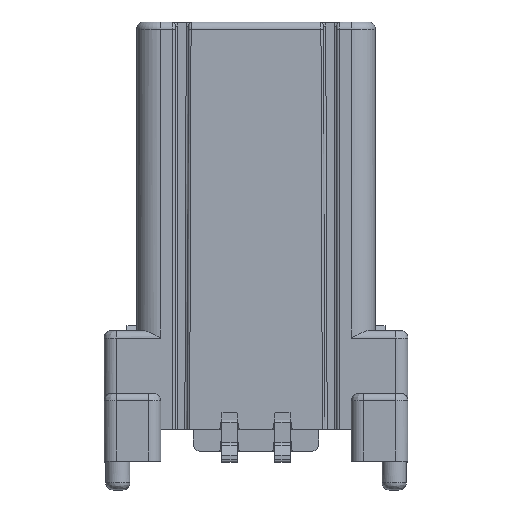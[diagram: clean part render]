
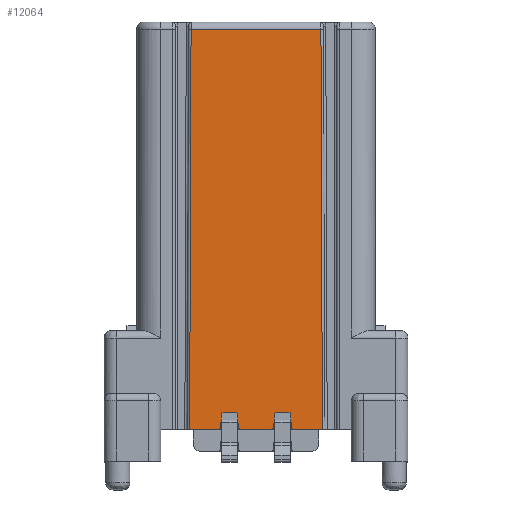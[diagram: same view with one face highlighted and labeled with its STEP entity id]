
A CAD part, front view. The second image highlights one B-rep face of the part: STEP entity #12064.
In plain terms, the highlighted planar face has unit normal (0, -1, 0).
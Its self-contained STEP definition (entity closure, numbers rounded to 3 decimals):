
#1202=DIRECTION('',(1.,0.,0.));
#1203=VECTOR('',#1202,5.384);
#1204=CARTESIAN_POINT('',(-2.692,-4.3,15.1));
#1205=LINE('',#1204,#1203);
#1304=CARTESIAN_POINT('',(2.75,-4.3,-1.5));
#1314=DIRECTION('',(1.,0.,0.));
#1315=VECTOR('',#1314,1.165);
#1316=CARTESIAN_POINT('',(1.585,-4.3,-1.5));
#1317=LINE('',#1316,#1315);
#1318=DIRECTION('',(0.744,0.,-0.668));
#1319=VECTOR('',#1318,0.149);
#1320=CARTESIAN_POINT('',(1.474,-4.3,-1.401));
#1321=LINE('',#1320,#1319);
#1322=DIRECTION('',(0.107,0.,-0.994));
#1323=VECTOR('',#1322,0.604);
#1324=CARTESIAN_POINT('',(1.41,-4.3,-0.8));
#1325=LINE('',#1324,#1323);
#1326=DIRECTION('',(1.,0.,0.));
#1327=VECTOR('',#1326,0.62);
#1328=CARTESIAN_POINT('',(0.79,-4.3,-0.8));
#1329=LINE('',#1328,#1327);
#1330=DIRECTION('',(0.107,0.,0.994));
#1331=VECTOR('',#1330,0.604);
#1332=CARTESIAN_POINT('',(0.726,-4.3,-1.401));
#1333=LINE('',#1332,#1331);
#1334=DIRECTION('',(0.744,0.,0.668));
#1335=VECTOR('',#1334,0.149);
#1336=CARTESIAN_POINT('',(0.615,-4.3,-1.5));
#1337=LINE('',#1336,#1335);
#1338=DIRECTION('',(1.,0.,0.));
#1339=VECTOR('',#1338,1.23);
#1340=CARTESIAN_POINT('',(-0.615,-4.3,-1.5));
#1341=LINE('',#1340,#1339);
#1342=DIRECTION('',(0.744,0.,-0.668));
#1343=VECTOR('',#1342,0.149);
#1344=CARTESIAN_POINT('',(-0.726,-4.3,-1.401));
#1345=LINE('',#1344,#1343);
#1346=DIRECTION('',(0.107,0.,-0.994));
#1347=VECTOR('',#1346,0.604);
#1348=CARTESIAN_POINT('',(-0.79,-4.3,-0.8));
#1349=LINE('',#1348,#1347);
#1350=DIRECTION('',(1.,0.,0.));
#1351=VECTOR('',#1350,0.62);
#1352=CARTESIAN_POINT('',(-1.41,-4.3,-0.8));
#1353=LINE('',#1352,#1351);
#1354=DIRECTION('',(0.107,0.,0.994));
#1355=VECTOR('',#1354,0.604);
#1356=CARTESIAN_POINT('',(-1.474,-4.3,-1.401));
#1357=LINE('',#1356,#1355);
#1358=DIRECTION('',(0.744,0.,0.668));
#1359=VECTOR('',#1358,0.149);
#1360=CARTESIAN_POINT('',(-1.585,-4.3,-1.5));
#1361=LINE('',#1360,#1359);
#1362=DIRECTION('',(1.,0.,0.));
#1363=VECTOR('',#1362,1.165);
#1364=CARTESIAN_POINT('',(-2.75,-4.3,-1.5));
#1365=LINE('',#1364,#1363);
#1366=DIRECTION('',(-0.003,0.,-1.));
#1367=VECTOR('',#1366,16.6);
#1368=CARTESIAN_POINT('',(-2.692,-4.3,15.1));
#1369=LINE('',#1368,#1367);
#1370=DIRECTION('',(-0.003,0.,1.));
#1371=VECTOR('',#1370,16.6);
#1372=CARTESIAN_POINT('',(2.75,-4.3,-1.5));
#1373=LINE('',#1372,#1371);
#8055=VERTEX_POINT('',#1304);
#8056=CARTESIAN_POINT('',(1.585,-4.3,-1.5));
#8057=VERTEX_POINT('',#8056);
#8060=CARTESIAN_POINT('',(0.615,-4.3,-1.5));
#8062=VERTEX_POINT('',#8060);
#8064=CARTESIAN_POINT('',(-0.615,-4.3,-1.5));
#8065=VERTEX_POINT('',#8064);
#8068=CARTESIAN_POINT('',(-1.585,-4.3,-1.5));
#8070=VERTEX_POINT('',#8068);
#8072=CARTESIAN_POINT('',(-2.75,-4.3,-1.5));
#8073=VERTEX_POINT('',#8072);
#8364=CARTESIAN_POINT('',(2.692,-4.3,15.1));
#8365=VERTEX_POINT('',#8364);
#8366=CARTESIAN_POINT('',(-2.692,-4.3,15.1));
#8367=VERTEX_POINT('',#8366);
#8368=CARTESIAN_POINT('',(-1.474,-4.3,-1.401));
#8369=VERTEX_POINT('',#8368);
#8370=CARTESIAN_POINT('',(-1.41,-4.3,-0.8));
#8371=VERTEX_POINT('',#8370);
#8372=CARTESIAN_POINT('',(-0.79,-4.3,-0.8));
#8373=VERTEX_POINT('',#8372);
#8374=CARTESIAN_POINT('',(-0.726,-4.3,-1.401));
#8375=VERTEX_POINT('',#8374);
#8376=CARTESIAN_POINT('',(0.726,-4.3,-1.401));
#8377=VERTEX_POINT('',#8376);
#8378=CARTESIAN_POINT('',(0.79,-4.3,-0.8));
#8379=VERTEX_POINT('',#8378);
#8380=CARTESIAN_POINT('',(1.41,-4.3,-0.8));
#8381=VERTEX_POINT('',#8380);
#8382=CARTESIAN_POINT('',(1.474,-4.3,-1.401));
#8383=VERTEX_POINT('',#8382);
#12030=CARTESIAN_POINT('',(-7.35,-4.3,0.));
#12031=DIRECTION('',(0.,-1.,0.));
#12032=DIRECTION('',(1.,0.,0.));
#12033=AXIS2_PLACEMENT_3D('',#12030,#12031,#12032);
#12034=PLANE('',#12033);
#12035=ORIENTED_EDGE('',*,*,#10513,.F.);
#12037=ORIENTED_EDGE('',*,*,#12036,.F.);
#12039=ORIENTED_EDGE('',*,*,#12038,.F.);
#12041=ORIENTED_EDGE('',*,*,#12040,.F.);
#12043=ORIENTED_EDGE('',*,*,#12042,.F.);
#12045=ORIENTED_EDGE('',*,*,#12044,.F.);
#12046=ORIENTED_EDGE('',*,*,#10335,.F.);
#12048=ORIENTED_EDGE('',*,*,#12047,.F.);
#12050=ORIENTED_EDGE('',*,*,#12049,.F.);
#12052=ORIENTED_EDGE('',*,*,#12051,.F.);
#12054=ORIENTED_EDGE('',*,*,#12053,.F.);
#12056=ORIENTED_EDGE('',*,*,#12055,.F.);
#12057=ORIENTED_EDGE('',*,*,#10469,.F.);
#12059=ORIENTED_EDGE('',*,*,#12058,.F.);
#12060=ORIENTED_EDGE('',*,*,#11864,.T.);
#12061=ORIENTED_EDGE('',*,*,#12022,.F.);
#12062=EDGE_LOOP('',(#12035,#12037,#12039,#12041,#12043,#12045,#12046,#12048,
#12050,#12052,#12054,#12056,#12057,#12059,#12060,#12061));
#12063=FACE_OUTER_BOUND('',#12062,.F.);
#12064=ADVANCED_FACE('',(#12063),#12034,.T.);
#10335=EDGE_CURVE('',#8065,#8062,#1341,.T.);
#10469=EDGE_CURVE('',#8073,#8070,#1365,.T.);
#10513=EDGE_CURVE('',#8057,#8055,#1317,.T.);
#11864=EDGE_CURVE('',#8367,#8365,#1205,.T.);
#12022=EDGE_CURVE('',#8055,#8365,#1373,.T.);
#12036=EDGE_CURVE('',#8383,#8057,#1321,.T.);
#12038=EDGE_CURVE('',#8381,#8383,#1325,.T.);
#12040=EDGE_CURVE('',#8379,#8381,#1329,.T.);
#12042=EDGE_CURVE('',#8377,#8379,#1333,.T.);
#12044=EDGE_CURVE('',#8062,#8377,#1337,.T.);
#12047=EDGE_CURVE('',#8375,#8065,#1345,.T.);
#12049=EDGE_CURVE('',#8373,#8375,#1349,.T.);
#12051=EDGE_CURVE('',#8371,#8373,#1353,.T.);
#12053=EDGE_CURVE('',#8369,#8371,#1357,.T.);
#12055=EDGE_CURVE('',#8070,#8369,#1361,.T.);
#12058=EDGE_CURVE('',#8367,#8073,#1369,.T.);
